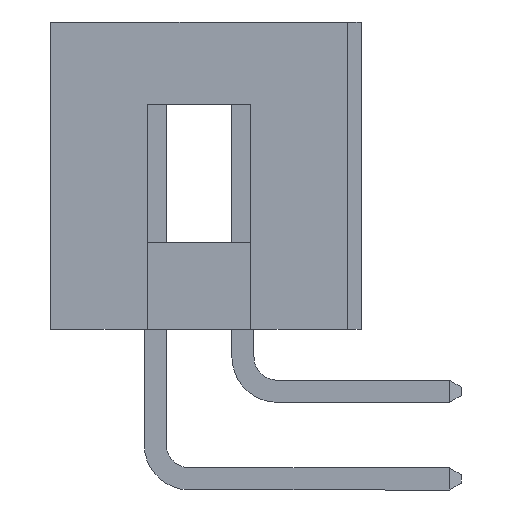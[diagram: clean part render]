
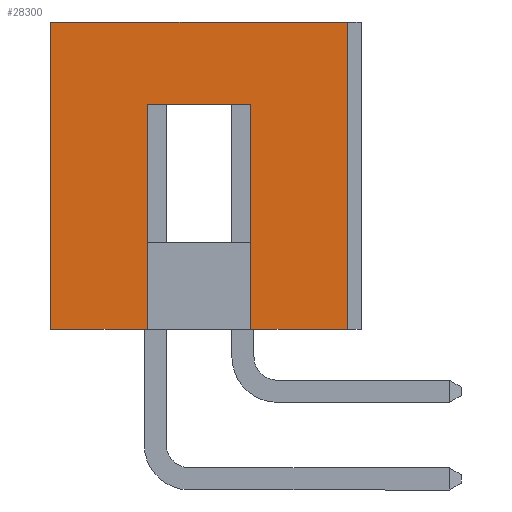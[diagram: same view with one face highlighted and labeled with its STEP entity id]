
A CAD part, left-side view. The second image highlights one B-rep face of the part: STEP entity #28300.
In plain terms, the highlighted planar face has unit normal (-1, 0, 0).
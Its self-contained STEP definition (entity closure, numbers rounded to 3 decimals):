
#396 = VECTOR ( 'NONE', #8024, 1000. ) ;
#560 = CARTESIAN_POINT ( 'NONE',  ( 0., 5.8, 6.5 ) ) ;
#603 = CARTESIAN_POINT ( 'NONE',  ( 0., 5.8, 6.5 ) ) ;
#826 = DIRECTION ( 'NONE',  ( 0., 1., 0. ) ) ;
#1908 = CARTESIAN_POINT ( 'NONE',  ( 0., 0., 8.9 ) ) ;
#2271 = ORIENTED_EDGE ( 'NONE', *, *, #2650, .F. ) ;
#2476 = ORIENTED_EDGE ( 'NONE', *, *, #19669, .T. ) ;
#2556 = CARTESIAN_POINT ( 'NONE',  ( 0., 8.6, 8.9 ) ) ;
#2648 = CARTESIAN_POINT ( 'NONE',  ( 0., 0., 8.9 ) ) ;
#2650 = EDGE_CURVE ( 'NONE', #8209, #28381, #27935, .T. ) ;
#2988 = CARTESIAN_POINT ( 'NONE',  ( 0., 0., 0. ) ) ;
#3735 = LINE ( 'NONE', #18701, #15799 ) ;
#4021 = ORIENTED_EDGE ( 'NONE', *, *, #6223, .F. ) ;
#4076 = VERTEX_POINT ( 'NONE', #14775 ) ;
#4128 = VERTEX_POINT ( 'NONE', #1908 ) ;
#4812 = DIRECTION ( 'NONE',  ( 0., 0., -1. ) ) ;
#5229 = EDGE_CURVE ( 'NONE', #13469, #11042, #6171, .T. ) ;
#5766 = CARTESIAN_POINT ( 'NONE',  ( 0., 2.8, 6.5 ) ) ;
#5996 = DIRECTION ( 'NONE',  ( 0., 1., 0. ) ) ;
#6076 = LINE ( 'NONE', #603, #11379 ) ;
#6171 = LINE ( 'NONE', #10532, #17517 ) ;
#6223 = EDGE_CURVE ( 'NONE', #4076, #24184, #8899, .T. ) ;
#7281 = ORIENTED_EDGE ( 'NONE', *, *, #18735, .T. ) ;
#8024 = DIRECTION ( 'NONE',  ( 0., 0., -1. ) ) ;
#8209 = VERTEX_POINT ( 'NONE', #15972 ) ;
#8899 = LINE ( 'NONE', #2988, #26280 ) ;
#9476 = DIRECTION ( 'NONE',  ( 0., 1., 0. ) ) ;
#9515 = VECTOR ( 'NONE', #4812, 1000. ) ;
#9737 = CARTESIAN_POINT ( 'NONE',  ( 0., 8.6, 0. ) ) ;
#10532 = CARTESIAN_POINT ( 'NONE',  ( 0., 0., 0. ) ) ;
#11042 = VERTEX_POINT ( 'NONE', #21659 ) ;
#11379 = VECTOR ( 'NONE', #18674, 1000. ) ;
#11511 = PLANE ( 'NONE',  #16853 ) ;
#12287 = ORIENTED_EDGE ( 'NONE', *, *, #5229, .F. ) ;
#13469 = VERTEX_POINT ( 'NONE', #19963 ) ;
#13871 = DIRECTION ( 'NONE',  ( 0., 0., 1. ) ) ;
#14374 = LINE ( 'NONE', #2648, #25000 ) ;
#14775 = CARTESIAN_POINT ( 'NONE',  ( 0., 5.8, 0. ) ) ;
#15094 = ORIENTED_EDGE ( 'NONE', *, *, #22309, .T. ) ;
#15799 = VECTOR ( 'NONE', #20943, 1000. ) ;
#15831 = VECTOR ( 'NONE', #18060, 1000. ) ;
#15972 = CARTESIAN_POINT ( 'NONE',  ( 0., 2.8, 6.5 ) ) ;
#16853 = AXIS2_PLACEMENT_3D ( 'NONE', #22912, #27512, #13871 ) ;
#17425 = CARTESIAN_POINT ( 'NONE',  ( 0., 8.6, 8.9 ) ) ;
#17472 = EDGE_CURVE ( 'NONE', #4128, #13469, #3735, .T. ) ;
#17517 = VECTOR ( 'NONE', #5996, 1000. ) ;
#17729 = LINE ( 'NONE', #5766, #396 ) ;
#18060 = DIRECTION ( 'NONE',  ( 0., 1., 0. ) ) ;
#18674 = DIRECTION ( 'NONE',  ( 0., 0., -1. ) ) ;
#18701 = CARTESIAN_POINT ( 'NONE',  ( 0., 0., 8.9 ) ) ;
#18735 = EDGE_CURVE ( 'NONE', #8209, #11042, #17729, .T. ) ;
#18802 = FACE_OUTER_BOUND ( 'NONE', #28757, .T. ) ;
#19501 = ORIENTED_EDGE ( 'NONE', *, *, #17472, .F. ) ;
#19669 = EDGE_CURVE ( 'NONE', #4128, #26120, #14374, .T. ) ;
#19963 = CARTESIAN_POINT ( 'NONE',  ( 0., 0., 0. ) ) ;
#20682 = EDGE_CURVE ( 'NONE', #28381, #4076, #6076, .T. ) ;
#20943 = DIRECTION ( 'NONE',  ( 0., 0., -1. ) ) ;
#21659 = CARTESIAN_POINT ( 'NONE',  ( 0., 2.8, 0. ) ) ;
#22309 = EDGE_CURVE ( 'NONE', #26120, #24184, #27632, .T. ) ;
#22912 = CARTESIAN_POINT ( 'NONE',  ( 0., 0., 8.9 ) ) ;
#24184 = VERTEX_POINT ( 'NONE', #9737 ) ;
#24686 = ORIENTED_EDGE ( 'NONE', *, *, #20682, .F. ) ;
#25000 = VECTOR ( 'NONE', #9476, 1000. ) ;
#26120 = VERTEX_POINT ( 'NONE', #17425 ) ;
#26280 = VECTOR ( 'NONE', #826, 1000. ) ;
#27512 = DIRECTION ( 'NONE',  ( -1., 0., 0. ) ) ;
#27632 = LINE ( 'NONE', #2556, #9515 ) ;
#27935 = LINE ( 'NONE', #29299, #15831 ) ;
#28300 = ADVANCED_FACE ( 'NONE', ( #18802 ), #11511, .T. ) ;
#28381 = VERTEX_POINT ( 'NONE', #560 ) ;
#28757 = EDGE_LOOP ( 'NONE', ( #7281, #12287, #19501, #2476, #15094, #4021, #24686, #2271 ) ) ;
#29299 = CARTESIAN_POINT ( 'NONE',  ( 0., 2.8, 6.5 ) ) ;
